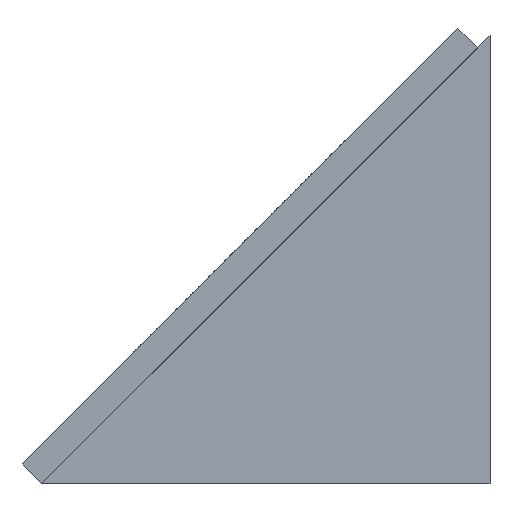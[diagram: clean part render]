
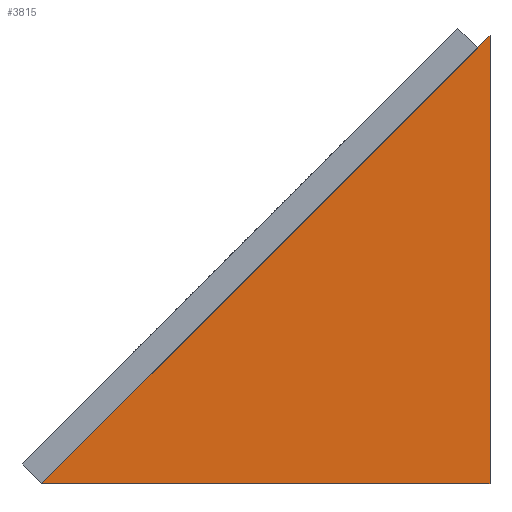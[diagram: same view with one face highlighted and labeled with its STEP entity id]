
A CAD part, front view. The second image highlights one B-rep face of the part: STEP entity #3815.
In plain terms, the highlighted planar face has unit normal (0, -1, 0).
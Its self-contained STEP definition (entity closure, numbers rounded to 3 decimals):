
#395=FACE_OUTER_BOUND('',#615,.T.);
#615=EDGE_LOOP('',(#2552,#2553,#2554));
#843=LINE('',#5592,#1205);
#847=LINE('',#5600,#1209);
#850=LINE('',#5605,#1212);
#1205=VECTOR('',#4485,10.);
#1209=VECTOR('',#4491,10.);
#1212=VECTOR('',#4496,10.);
#1567=VERTEX_POINT('',#5590);
#1568=VERTEX_POINT('',#5591);
#1571=VERTEX_POINT('',#5599);
#1955=EDGE_CURVE('',#1567,#1568,#843,.T.);
#1959=EDGE_CURVE('',#1571,#1567,#847,.T.);
#1962=EDGE_CURVE('',#1568,#1571,#850,.T.);
#2552=ORIENTED_EDGE('',*,*,#1962,.F.);
#2553=ORIENTED_EDGE('',*,*,#1955,.F.);
#2554=ORIENTED_EDGE('',*,*,#1959,.F.);
#3705=PLANE('',#4112);
#3815=ADVANCED_FACE('',(#395),#3705,.F.);
#4112=AXIS2_PLACEMENT_3D('',#5608,#4500,#4501);
#4485=DIRECTION('',(0.707,0.,0.707));
#4491=DIRECTION('',(-1.,0.,0.));
#4496=DIRECTION('',(0.,0.,-1.));
#4500=DIRECTION('center_axis',(0.,1.,0.));
#4501=DIRECTION('ref_axis',(0.,0.,1.));
#5590=CARTESIAN_POINT('',(-160.,0.,0.));
#5591=CARTESIAN_POINT('',(0.,0.,160.));
#5592=CARTESIAN_POINT('',(-160.,0.,0.));
#5599=CARTESIAN_POINT('',(0.,0.,0.));
#5600=CARTESIAN_POINT('',(0.,0.,0.));
#5605=CARTESIAN_POINT('',(0.,0.,160.));
#5608=CARTESIAN_POINT('Origin',(-80.,0.,80.));
